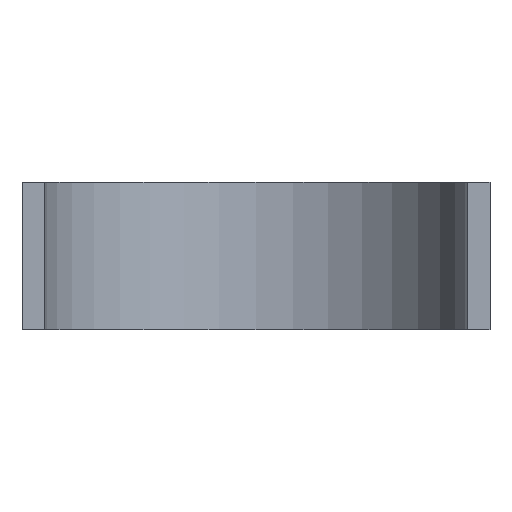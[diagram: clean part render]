
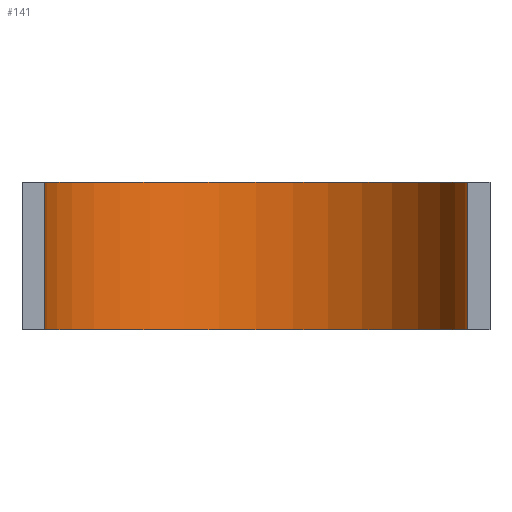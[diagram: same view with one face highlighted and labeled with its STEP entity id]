
A CAD part, front view. The second image highlights one B-rep face of the part: STEP entity #141.
In plain terms, the highlighted cylindrical face has radius 57.5 mm (diameter 115 mm), a partial arc.
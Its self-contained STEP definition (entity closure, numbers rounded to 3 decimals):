
#39 = VERTEX_POINT ( 'NONE', #352 ) ;
#40 = DIRECTION ( 'NONE',  ( 0., 0., -1. ) ) ;
#59 = AXIS2_PLACEMENT_3D ( 'NONE', #242, #273, #373 ) ;
#70 = AXIS2_PLACEMENT_3D ( 'NONE', #168, #403, #209 ) ;
#73 = CARTESIAN_POINT ( 'NONE',  ( 57.5, 147.5, 20. ) ) ;
#86 = CIRCLE ( 'NONE', #278, 57.5 ) ;
#110 = EDGE_LOOP ( 'NONE', ( #120, #179, #419, #154 ) ) ;
#111 = LINE ( 'NONE', #73, #163 ) ;
#120 = ORIENTED_EDGE ( 'NONE', *, *, #307, .T. ) ;
#121 = VERTEX_POINT ( 'NONE', #363 ) ;
#141 = ADVANCED_FACE ( 'NONE', ( #308 ), #142, .F. ) ;
#142 = CYLINDRICAL_SURFACE ( 'NONE', #59, 57.5 ) ;
#154 = ORIENTED_EDGE ( 'NONE', *, *, #261, .T. ) ;
#162 = EDGE_CURVE ( 'NONE', #223, #39, #362, .T. ) ;
#163 = VECTOR ( 'NONE', #410, 1000. ) ;
#168 = CARTESIAN_POINT ( 'NONE',  ( 0., 147.5, 20. ) ) ;
#179 = ORIENTED_EDGE ( 'NONE', *, *, #371, .F. ) ;
#184 = CARTESIAN_POINT ( 'NONE',  ( 0., 147.5, -20. ) ) ;
#187 = DIRECTION ( 'NONE',  ( -1., 0., 0. ) ) ;
#209 = DIRECTION ( 'NONE',  ( -1., 0., 0. ) ) ;
#215 = CARTESIAN_POINT ( 'NONE',  ( -57.5, 147.5, 20. ) ) ;
#218 = VERTEX_POINT ( 'NONE', #330 ) ;
#223 = VERTEX_POINT ( 'NONE', #299 ) ;
#242 = CARTESIAN_POINT ( 'NONE',  ( 0., 147.5, 20. ) ) ;
#258 = VECTOR ( 'NONE', #282, 1000. ) ;
#261 = EDGE_CURVE ( 'NONE', #223, #121, #309, .T. ) ;
#273 = DIRECTION ( 'NONE',  ( 0., 0., -1. ) ) ;
#278 = AXIS2_PLACEMENT_3D ( 'NONE', #184, #40, #187 ) ;
#282 = DIRECTION ( 'NONE',  ( 0., 0., -1. ) ) ;
#299 = CARTESIAN_POINT ( 'NONE',  ( -57.5, 147.5, 20. ) ) ;
#307 = EDGE_CURVE ( 'NONE', #121, #218, #86, .T. ) ;
#308 = FACE_OUTER_BOUND ( 'NONE', #110, .T. ) ;
#309 = LINE ( 'NONE', #215, #258 ) ;
#330 = CARTESIAN_POINT ( 'NONE',  ( 57.5, 147.5, -20. ) ) ;
#352 = CARTESIAN_POINT ( 'NONE',  ( 57.5, 147.5, 20. ) ) ;
#362 = CIRCLE ( 'NONE', #70, 57.5 ) ;
#363 = CARTESIAN_POINT ( 'NONE',  ( -57.5, 147.5, -20. ) ) ;
#371 = EDGE_CURVE ( 'NONE', #39, #218, #111, .T. ) ;
#373 = DIRECTION ( 'NONE',  ( -1., 0., 0. ) ) ;
#403 = DIRECTION ( 'NONE',  ( 0., 0., -1. ) ) ;
#410 = DIRECTION ( 'NONE',  ( 0., 0., -1. ) ) ;
#419 = ORIENTED_EDGE ( 'NONE', *, *, #162, .F. ) ;
